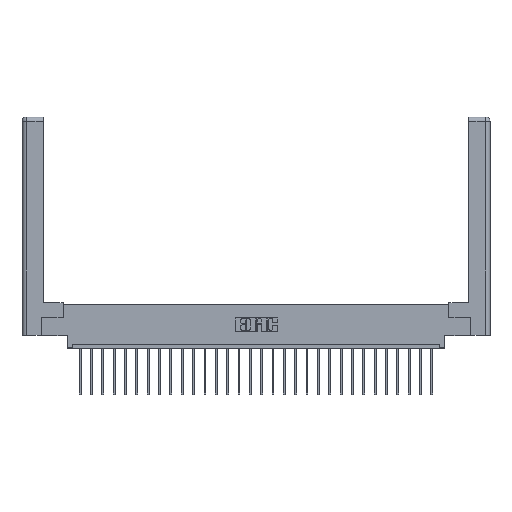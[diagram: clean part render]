
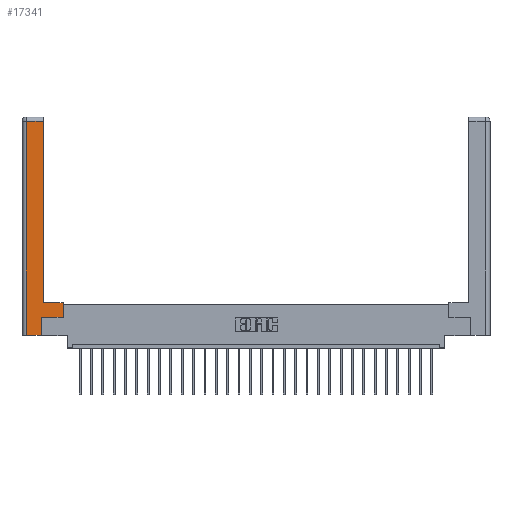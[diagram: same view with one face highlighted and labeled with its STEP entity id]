
A CAD part, top view. The second image highlights one B-rep face of the part: STEP entity #17341.
In plain terms, the highlighted planar face has unit normal (0, 0, 1).
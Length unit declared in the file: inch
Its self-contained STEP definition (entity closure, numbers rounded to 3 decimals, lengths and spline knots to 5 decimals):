
#599 = DIRECTION ( 'NONE',  ( -1., 0., 0. ) ) ;
#1273 = ORIENTED_EDGE ( 'NONE', *, *, #24920, .T. ) ;
#1430 = ORIENTED_EDGE ( 'NONE', *, *, #25923, .T. ) ;
#1913 = VECTOR ( 'NONE', #26850, 39.37008 ) ;
#2213 = CARTESIAN_POINT ( 'NONE',  ( 0., 0., 0. ) ) ;
#2497 = DIRECTION ( 'NONE',  ( -1., 0., 0. ) ) ;
#3631 = VECTOR ( 'NONE', #14199, 39.37008 ) ;
#4002 = ORIENTED_EDGE ( 'NONE', *, *, #23026, .T. ) ;
#4979 = LINE ( 'NONE', #7622, #5648 ) ;
#5270 = VECTOR ( 'NONE', #24620, 39.37008 ) ;
#5576 = CARTESIAN_POINT ( 'NONE',  ( 0.565, 0.245, 0. ) ) ;
#5648 = VECTOR ( 'NONE', #22616, 39.37008 ) ;
#6327 = LINE ( 'NONE', #5576, #3631 ) ;
#6541 = CARTESIAN_POINT ( 'NONE',  ( 0.295, 2.94, 0. ) ) ;
#7078 = EDGE_LOOP ( 'NONE', ( #4002, #1430, #14490, #24867, #1273, #15520, #8153, #20660 ) ) ;
#7568 = AXIS2_PLACEMENT_3D ( 'NONE', #2213, #25981, #2497 ) ;
#7622 = CARTESIAN_POINT ( 'NONE',  ( 0.295, 3., 0. ) ) ;
#8153 = ORIENTED_EDGE ( 'NONE', *, *, #24262, .T. ) ;
#9971 = LINE ( 'NONE', #21956, #17993 ) ;
#10364 = LINE ( 'NONE', #15847, #5270 ) ;
#11936 = EDGE_CURVE ( 'NONE', #18109, #16629, #10364, .T. ) ;
#12058 = CARTESIAN_POINT ( 'NONE',  ( 0.265, 0.245, 0. ) ) ;
#12205 = CARTESIAN_POINT ( 'NONE',  ( 0.565, 0.45, 0. ) ) ;
#12523 = FACE_OUTER_BOUND ( 'NONE', #7078, .T. ) ;
#13509 = VERTEX_POINT ( 'NONE', #12058 ) ;
#13552 = CARTESIAN_POINT ( 'NONE',  ( 0.0615, 0., 0. ) ) ;
#14199 = DIRECTION ( 'NONE',  ( 1., 0., 0. ) ) ;
#14386 = DIRECTION ( 'NONE',  ( 0., 1., 0. ) ) ;
#14490 = ORIENTED_EDGE ( 'NONE', *, *, #11936, .T. ) ;
#15097 = CARTESIAN_POINT ( 'NONE',  ( 0.265, 0., 0. ) ) ;
#15438 = DIRECTION ( 'NONE',  ( -1., 0., 0. ) ) ;
#15520 = ORIENTED_EDGE ( 'NONE', *, *, #24580, .T. ) ;
#15526 = DIRECTION ( 'NONE',  ( 1., 0., 0. ) ) ;
#15771 = LINE ( 'NONE', #12205, #22419 ) ;
#15847 = CARTESIAN_POINT ( 'NONE',  ( 0.0615, 0., 0. ) ) ;
#16132 = CARTESIAN_POINT ( 'NONE',  ( 0.0615, 2.94, 0. ) ) ;
#16629 = VERTEX_POINT ( 'NONE', #13552 ) ;
#17341 = ADVANCED_FACE ( 'NONE', ( #12523 ), #23892, .F. ) ;
#17452 = EDGE_CURVE ( 'NONE', #24488, #20101, #23791, .T. ) ;
#17993 = VECTOR ( 'NONE', #15438, 39.37008 ) ;
#18084 = LINE ( 'NONE', #21862, #22784 ) ;
#18109 = VERTEX_POINT ( 'NONE', #16132 ) ;
#20101 = VERTEX_POINT ( 'NONE', #23670 ) ;
#20220 = CARTESIAN_POINT ( 'NONE',  ( 0.295, 0.45, 0. ) ) ;
#20660 = ORIENTED_EDGE ( 'NONE', *, *, #17452, .T. ) ;
#21302 = CARTESIAN_POINT ( 'NONE',  ( 0.265, 0.245, 0. ) ) ;
#21490 = CARTESIAN_POINT ( 'NONE',  ( 0.565, 0.245, 0. ) ) ;
#21862 = CARTESIAN_POINT ( 'NONE',  ( 0.265, 0., 0. ) ) ;
#21956 = CARTESIAN_POINT ( 'NONE',  ( 0.0615, 2.94, 0. ) ) ;
#22140 = VERTEX_POINT ( 'NONE', #6541 ) ;
#22403 = VECTOR ( 'NONE', #599, 39.37008 ) ;
#22419 = VECTOR ( 'NONE', #14386, 39.37008 ) ;
#22616 = DIRECTION ( 'NONE',  ( 0., 1., 0. ) ) ;
#22784 = VECTOR ( 'NONE', #15526, 39.37008 ) ;
#23026 = EDGE_CURVE ( 'NONE', #20101, #22140, #4979, .T. ) ;
#23326 = VERTEX_POINT ( 'NONE', #21490 ) ;
#23670 = CARTESIAN_POINT ( 'NONE',  ( 0.295, 0.45, 0. ) ) ;
#23791 = LINE ( 'NONE', #20220, #22403 ) ;
#23892 = PLANE ( 'NONE',  #7568 ) ;
#24262 = EDGE_CURVE ( 'NONE', #23326, #24488, #15771, .T. ) ;
#24385 = EDGE_CURVE ( 'NONE', #16629, #26219, #18084, .T. ) ;
#24488 = VERTEX_POINT ( 'NONE', #25610 ) ;
#24580 = EDGE_CURVE ( 'NONE', #13509, #23326, #6327, .T. ) ;
#24620 = DIRECTION ( 'NONE',  ( 0., -1., 0. ) ) ;
#24867 = ORIENTED_EDGE ( 'NONE', *, *, #24385, .T. ) ;
#24920 = EDGE_CURVE ( 'NONE', #26219, #13509, #27818, .T. ) ;
#25610 = CARTESIAN_POINT ( 'NONE',  ( 0.565, 0.45, 0. ) ) ;
#25923 = EDGE_CURVE ( 'NONE', #22140, #18109, #9971, .T. ) ;
#25981 = DIRECTION ( 'NONE',  ( 0., 0., -1. ) ) ;
#26219 = VERTEX_POINT ( 'NONE', #15097 ) ;
#26850 = DIRECTION ( 'NONE',  ( 0., 1., 0. ) ) ;
#27818 = LINE ( 'NONE', #21302, #1913 ) ;
